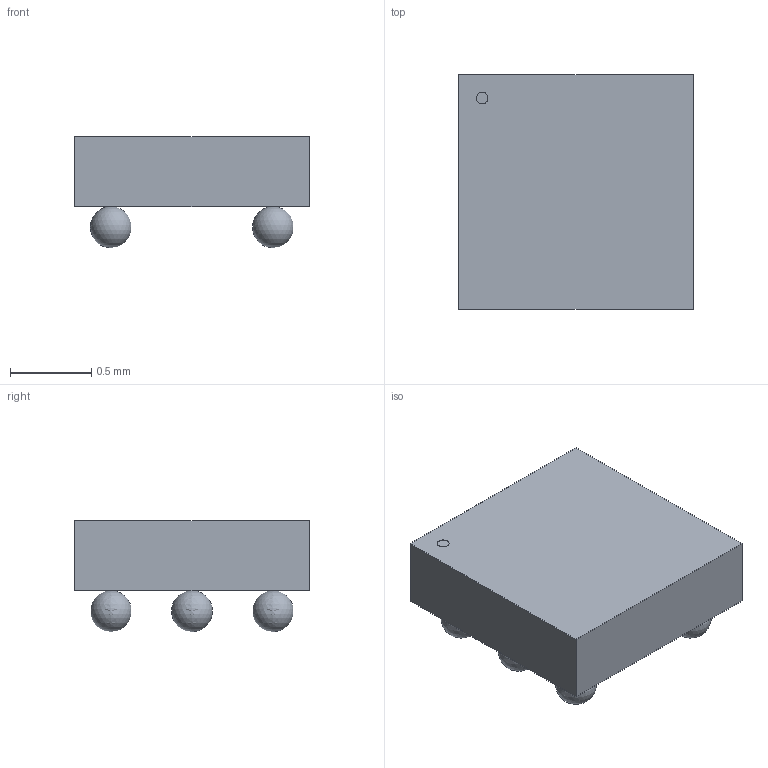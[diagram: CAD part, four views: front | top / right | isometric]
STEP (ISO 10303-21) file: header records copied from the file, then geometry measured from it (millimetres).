
FILE_DESCRIPTION(('STEP AP214'),'1');
FILE_NAME('YPA0006ABAB_TEX','2020-08-13T06:52:13',(''),(''),'','','');
FILE_SCHEMA(('AUTOMOTIVE_DESIGN'));
Length unit declared in the file: millimetre
Products named in the file (1): product
Bounding box: 1.45 x 1.45 x 0.69 mm (x, y, z)
Volume: 1 mm3; surface area: 7.9 mm2
Topology: 8 solids, 8 shells, 15 faces, 33 edges, 22 vertices
Faces by surface type: plane 8, sphere 6, cylinder 1
Full cylindrical faces by diameter (mm): 0.072 x1
Entity records: 310 total; most frequent: DIRECTION 50, CARTESIAN_POINT 29, ORIENTED_EDGE 28, AXIS2_PLACEMENT_3D 19, STYLED_ITEM 15, ADVANCED_FACE 15, EDGE_CURVE 14, LINE 12
